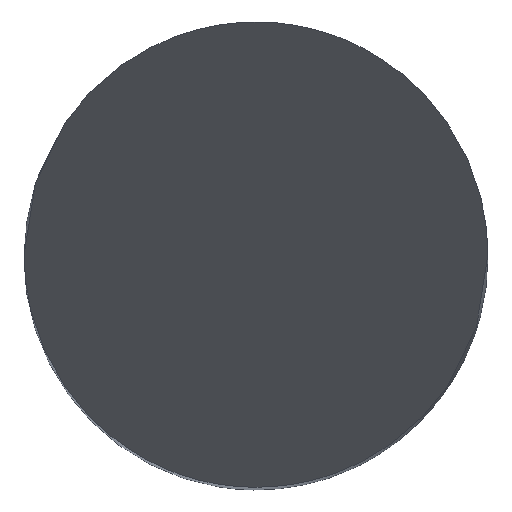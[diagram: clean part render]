
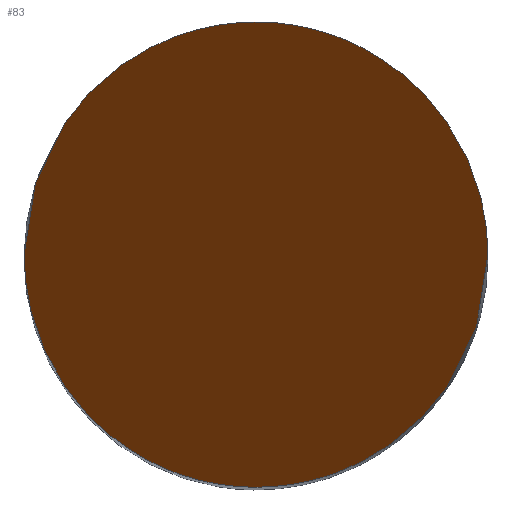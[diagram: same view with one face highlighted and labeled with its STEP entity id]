
A CAD part, top view. The second image highlights one B-rep face of the part: STEP entity #83.
In plain terms, the highlighted planar face has unit normal (0, -0.866, 0.5).
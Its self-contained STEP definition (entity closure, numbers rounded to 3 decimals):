
#61=PLANE('',#633);
#83=ADVANCED_FACE('',(#122),#61,.F.);
#122=FACE_OUTER_BOUND('',#155,.T.);
#155=EDGE_LOOP('',(#342,#343));
#342=ORIENTED_EDGE('',*,*,#526,.F.);
#343=ORIENTED_EDGE('',*,*,#516,.F.);
#459=VERTEX_POINT('',#1118);
#460=VERTEX_POINT('',#1123);
#516=EDGE_CURVE('',#459,#460,#575,.T.);
#526=EDGE_CURVE('',#460,#459,#576,.T.);
#575=(
BOUNDED_CURVE()
B_SPLINE_CURVE(3,(#1119,#1120,#1121,#1122),.UNSPECIFIED.,.F.,.F.)
B_SPLINE_CURVE_WITH_KNOTS((4,4),(0.,1.),.UNSPECIFIED.)
CURVE()
GEOMETRIC_REPRESENTATION_ITEM()
RATIONAL_B_SPLINE_CURVE((1.,0.333,0.333,1.))
REPRESENTATION_ITEM('')
);
#576=(
BOUNDED_CURVE()
B_SPLINE_CURVE(3,(#1166,#1167,#1168,#1169),.UNSPECIFIED.,.F.,.F.)
B_SPLINE_CURVE_WITH_KNOTS((4,4),(0.,1.),.UNSPECIFIED.)
CURVE()
GEOMETRIC_REPRESENTATION_ITEM()
RATIONAL_B_SPLINE_CURVE((1.,0.333,0.333,1.))
REPRESENTATION_ITEM('')
);
#633=AXIS2_PLACEMENT_3D('',#1205,#708,#709);
#708=DIRECTION('',(0.,0.866,-0.5));
#709=DIRECTION('',(0.,-0.5,-0.866));
#1118=CARTESIAN_POINT('',(-2.,0.,0.));
#1119=CARTESIAN_POINT('',(-2.,0.,0.));
#1120=CARTESIAN_POINT('',(-2.,4.,6.928));
#1121=CARTESIAN_POINT('',(2.,4.,6.928));
#1122=CARTESIAN_POINT('',(2.,0.,0.));
#1123=CARTESIAN_POINT('',(2.,0.,0.));
#1166=CARTESIAN_POINT('',(2.,0.,0.));
#1167=CARTESIAN_POINT('',(2.,-4.,-6.928));
#1168=CARTESIAN_POINT('',(-2.,-4.,-6.928));
#1169=CARTESIAN_POINT('',(-2.,0.,0.));
#1205=CARTESIAN_POINT('',(-2.,2.,3.464));
